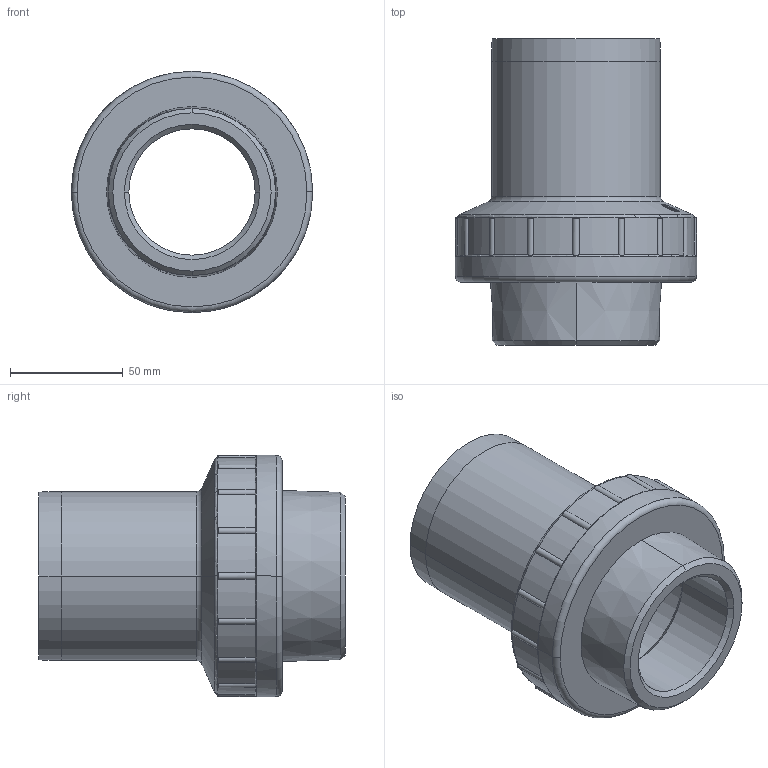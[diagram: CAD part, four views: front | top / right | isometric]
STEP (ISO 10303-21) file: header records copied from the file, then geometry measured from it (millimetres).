
FILE_DESCRIPTION((''),'2;1');
FILE_NAME('C050200007_AF0_40','2017-04-18T',('Stefano'),(''),'PRO/ENGINEER BY PARAMETRIC TECHNOLOGY CORPORATION, 2012130','PRO/ENGINEER BY PARAMETRIC TECHNOLOGY CORPORATION, 2012130','');
FILE_SCHEMA(('CONFIG_CONTROL_DESIGN'));
Length unit declared in the file: millimetre
Products named in the file (1): C050200007_AF0_40
Bounding box: 107 x 136 x 107 mm (x, y, z)
Volume: 355224.4 mm3; surface area: 71274.3 mm2
Topology: 1 solids, 1 shells, 1107 faces, 3131 edges, 2081 vertices
Faces by surface type: plane 996, cylinder 55, torus 34, cone 12, bspline 10
Entity records: 37573 total; most frequent: CARTESIAN_POINT 8877, ORIENTED_EDGE 6262, DIRECTION 5418, EDGE_CURVE 3131, VECTOR 2772, LINE 2772, VERTEX_POINT 2081, AXIS2_PLACEMENT_3D 1323
